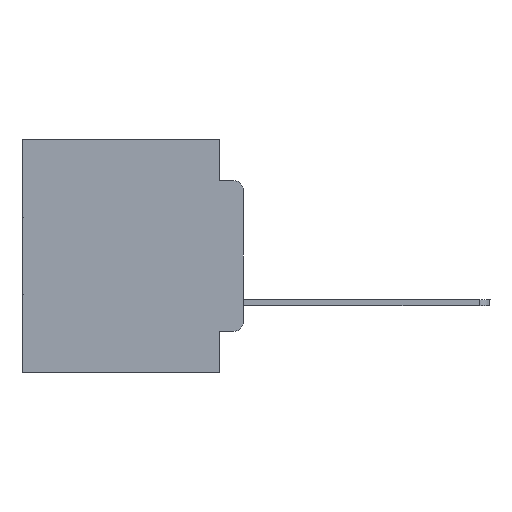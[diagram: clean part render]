
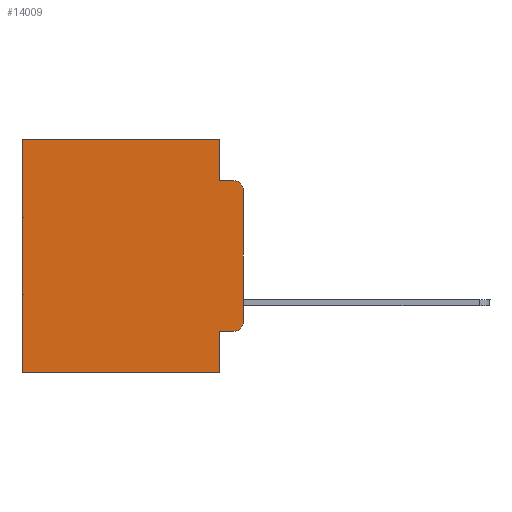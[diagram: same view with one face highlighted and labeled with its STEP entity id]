
A CAD part, left-side view. The second image highlights one B-rep face of the part: STEP entity #14009.
In plain terms, the highlighted planar face has unit normal (-1, 0, 0).
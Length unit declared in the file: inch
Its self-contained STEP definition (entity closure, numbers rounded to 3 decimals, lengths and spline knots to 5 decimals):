
#379 = CARTESIAN_POINT ( 'NONE',  ( 0.298, 0.02, -0.1085 ) ) ;
#984 = DIRECTION ( 'NONE',  ( 0., 0., -1. ) ) ;
#994 = VERTEX_POINT ( 'NONE', #8211 ) ;
#1121 = CARTESIAN_POINT ( 'NONE',  ( 0.298, 0.051, -0.0885 ) ) ;
#1619 = EDGE_CURVE ( 'NONE', #17276, #4387, #21713, .T. ) ;
#1764 = VECTOR ( 'NONE', #17671, 39.37008 ) ;
#2119 = AXIS2_PLACEMENT_3D ( 'NONE', #379, #20443, #30088 ) ;
#2336 = VECTOR ( 'NONE', #15188, 39.37008 ) ;
#2627 = CARTESIAN_POINT ( 'NONE',  ( 0.298, 0.02, -0.4115 ) ) ;
#2853 = DIRECTION ( 'NONE',  ( 0., 1., 0. ) ) ;
#2899 = DIRECTION ( 'NONE',  ( 0., 0., -1. ) ) ;
#4387 = VERTEX_POINT ( 'NONE', #2627 ) ;
#4627 = CARTESIAN_POINT ( 'NONE',  ( 0.298, 0.051, -0.4115 ) ) ;
#4641 = EDGE_CURVE ( 'NONE', #13562, #27853, #21220, .T. ) ;
#5102 = DIRECTION ( 'NONE',  ( 0., -1., 0. ) ) ;
#5224 = CARTESIAN_POINT ( 'NONE',  ( 0.298, 0.051, -0.0885 ) ) ;
#6661 = DIRECTION ( 'NONE',  ( 1., 0., 0. ) ) ;
#6863 = CIRCLE ( 'NONE', #30616, 0.02 ) ;
#7009 = CARTESIAN_POINT ( 'NONE',  ( 0.298, 0., -0.3915 ) ) ;
#7954 = ORIENTED_EDGE ( 'NONE', *, *, #29874, .F. ) ;
#8112 = ORIENTED_EDGE ( 'NONE', *, *, #30843, .T. ) ;
#8211 = CARTESIAN_POINT ( 'NONE',  ( 0.298, 0.02, -0.0885 ) ) ;
#8571 = CARTESIAN_POINT ( 'NONE',  ( 0.298, 0., 0. ) ) ;
#8804 = VECTOR ( 'NONE', #26326, 39.37008 ) ;
#9565 = LINE ( 'NONE', #24282, #8804 ) ;
#10193 = ORIENTED_EDGE ( 'NONE', *, *, #31268, .F. ) ;
#11701 = VECTOR ( 'NONE', #2853, 39.37008 ) ;
#12267 = EDGE_CURVE ( 'NONE', #13932, #994, #17272, .T. ) ;
#12372 = DIRECTION ( 'NONE',  ( -1., 0., 0. ) ) ;
#12559 = LINE ( 'NONE', #17934, #17526 ) ;
#12768 = CARTESIAN_POINT ( 'NONE',  ( 0.298, 0.051, 0. ) ) ;
#12857 = CARTESIAN_POINT ( 'NONE',  ( 0.298, 0.051, 0. ) ) ;
#13323 = FACE_OUTER_BOUND ( 'NONE', #23369, .T. ) ;
#13355 = CARTESIAN_POINT ( 'NONE',  ( 0.298, 0.051, 0. ) ) ;
#13562 = VERTEX_POINT ( 'NONE', #13355 ) ;
#13783 = DIRECTION ( 'NONE',  ( 0., 0., -1. ) ) ;
#13932 = VERTEX_POINT ( 'NONE', #24573 ) ;
#14009 = ADVANCED_FACE ( 'NONE', ( #13323 ), #18691, .F. ) ;
#14400 = VERTEX_POINT ( 'NONE', #25120 ) ;
#14855 = VECTOR ( 'NONE', #984, 39.37008 ) ;
#14882 = EDGE_CURVE ( 'NONE', #13932, #15075, #16040, .T. ) ;
#15075 = VERTEX_POINT ( 'NONE', #7009 ) ;
#15188 = DIRECTION ( 'NONE',  ( 0., -1., 0. ) ) ;
#15235 = EDGE_CURVE ( 'NONE', #13562, #27897, #17601, .T. ) ;
#15319 = ORIENTED_EDGE ( 'NONE', *, *, #1619, .T. ) ;
#15539 = CARTESIAN_POINT ( 'NONE',  ( 0.298, 0.02, -0.3915 ) ) ;
#15764 = EDGE_CURVE ( 'NONE', #14400, #27468, #9565, .T. ) ;
#15823 = VECTOR ( 'NONE', #27921, 39.37008 ) ;
#16040 = LINE ( 'NONE', #30292, #15823 ) ;
#17272 = CIRCLE ( 'NONE', #2119, 0.02 ) ;
#17276 = VERTEX_POINT ( 'NONE', #25988 ) ;
#17526 = VECTOR ( 'NONE', #2899, 39.37008 ) ;
#17601 = LINE ( 'NONE', #12857, #14855 ) ;
#17671 = DIRECTION ( 'NONE',  ( 0., 0., -1. ) ) ;
#17678 = ORIENTED_EDGE ( 'NONE', *, *, #4641, .T. ) ;
#17934 = CARTESIAN_POINT ( 'NONE',  ( 0.298, 0.473, 0. ) ) ;
#18691 = PLANE ( 'NONE',  #22878 ) ;
#19295 = ORIENTED_EDGE ( 'NONE', *, *, #15235, .F. ) ;
#19758 = ORIENTED_EDGE ( 'NONE', *, *, #20231, .T. ) ;
#20231 = EDGE_CURVE ( 'NONE', #27853, #27468, #12559, .T. ) ;
#20365 = LINE ( 'NONE', #12768, #1764 ) ;
#20443 = DIRECTION ( 'NONE',  ( -1., 0., 0. ) ) ;
#20618 = VECTOR ( 'NONE', #5102, 39.37008 ) ;
#21220 = LINE ( 'NONE', #30874, #11701 ) ;
#21713 = LINE ( 'NONE', #4627, #20618 ) ;
#22032 = DIRECTION ( 'NONE',  ( 0., 0., -1. ) ) ;
#22878 = AXIS2_PLACEMENT_3D ( 'NONE', #8571, #6661, #13783 ) ;
#23130 = CARTESIAN_POINT ( 'NONE',  ( 0.298, 0.473, 0. ) ) ;
#23369 = EDGE_LOOP ( 'NONE', ( #30072, #24508, #10193, #19295, #17678, #19758, #23578, #7954, #15319, #8112 ) ) ;
#23578 = ORIENTED_EDGE ( 'NONE', *, *, #15764, .F. ) ;
#24282 = CARTESIAN_POINT ( 'NONE',  ( 0.298, 0., -0.5 ) ) ;
#24508 = ORIENTED_EDGE ( 'NONE', *, *, #12267, .T. ) ;
#24573 = CARTESIAN_POINT ( 'NONE',  ( 0.298, 0., -0.1085 ) ) ;
#25120 = CARTESIAN_POINT ( 'NONE',  ( 0.298, 0.051, -0.5 ) ) ;
#25988 = CARTESIAN_POINT ( 'NONE',  ( 0.298, 0.051, -0.4115 ) ) ;
#26326 = DIRECTION ( 'NONE',  ( 0., 1., 0. ) ) ;
#26902 = LINE ( 'NONE', #5224, #2336 ) ;
#27468 = VERTEX_POINT ( 'NONE', #30711 ) ;
#27853 = VERTEX_POINT ( 'NONE', #23130 ) ;
#27897 = VERTEX_POINT ( 'NONE', #1121 ) ;
#27921 = DIRECTION ( 'NONE',  ( 0., 0., -1. ) ) ;
#29874 = EDGE_CURVE ( 'NONE', #17276, #14400, #20365, .T. ) ;
#30072 = ORIENTED_EDGE ( 'NONE', *, *, #14882, .F. ) ;
#30088 = DIRECTION ( 'NONE',  ( 0., 0., -1. ) ) ;
#30292 = CARTESIAN_POINT ( 'NONE',  ( 0.298, 0., 0. ) ) ;
#30616 = AXIS2_PLACEMENT_3D ( 'NONE', #15539, #12372, #22032 ) ;
#30711 = CARTESIAN_POINT ( 'NONE',  ( 0.298, 0.473, -0.5 ) ) ;
#30843 = EDGE_CURVE ( 'NONE', #4387, #15075, #6863, .T. ) ;
#30874 = CARTESIAN_POINT ( 'NONE',  ( 0.298, 0., 0. ) ) ;
#31268 = EDGE_CURVE ( 'NONE', #27897, #994, #26902, .T. ) ;
